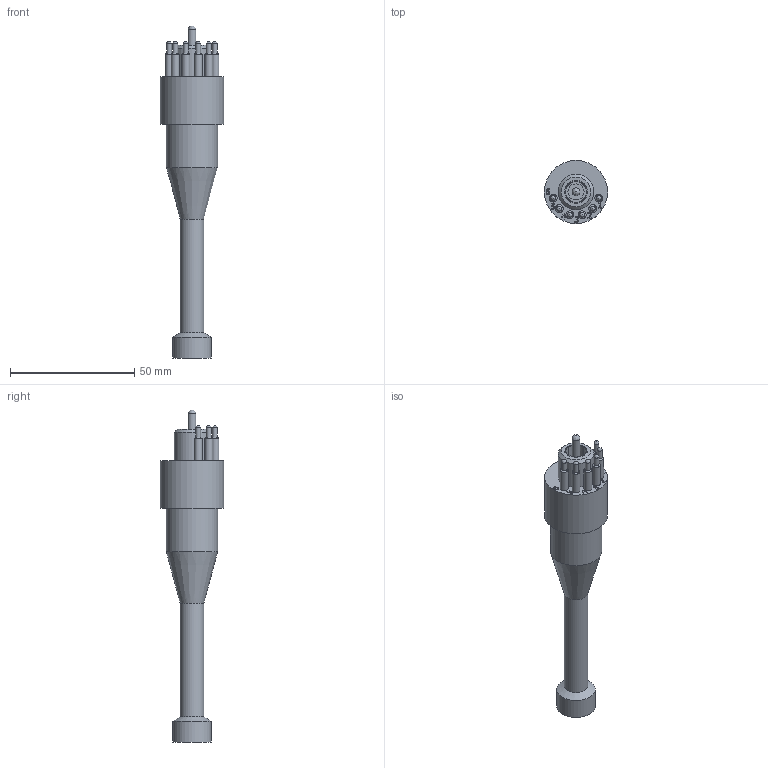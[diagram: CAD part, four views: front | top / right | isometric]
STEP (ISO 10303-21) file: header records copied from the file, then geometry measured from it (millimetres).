
FILE_DESCRIPTION(/* description */ (''),/* implementation_level */ '2;1');
FILE_NAME(/* name */ 'DCCX6M.stp',/* time_stamp */ '2014-11-13T14:41:36+01:00',/* author */ ('sh'),/* organization */ (''),/* preprocessor_version */ 'ST-DEVELOPER v15.2',/* originating_system */ 'Autodesk Inventor 2014',/* authorisation */ '');
FILE_SCHEMA (('AUTOMOTIVE_DESIGN { 1 0 10303 214 3 1 1 }'));
Length unit declared in the file: inch
Products named in the file (1): DCCX6M
Bounding box: 25.4 x 25.4 x 133.59 mm (x, y, z)
Volume: 24161.2 mm3; surface area: 11808.6 mm2
Topology: 11 solids, 11 shells, 302 faces, 768 edges, 511 vertices
Faces by surface type: plane 143, bspline 75, cylinder 46, cone 21, torus 17
Full cylindrical faces by diameter (mm): 1.321 x6, 1.753 x1, 1.986 x6, 2.261 x1, 3.175 x8, 6.045 x1, 6.452 x2, 8.255 x1, 8.306 x1, 8.915 x1, 9.525 x1, 11.1 x2, 11.811 x2, 12.065 x3, 14.275 x1, 15.494 x1, 20.625 x1, 25.4 x1
Entity records: 9744 total; most frequent: CARTESIAN_POINT 3241, ORIENTED_EDGE 1338, DIRECTION 1161, EDGE_CURVE 669, VERTEX_POINT 483, AXIS2_PLACEMENT_3D 440, EDGE_LOOP 402, ADVANCED_FACE 301
